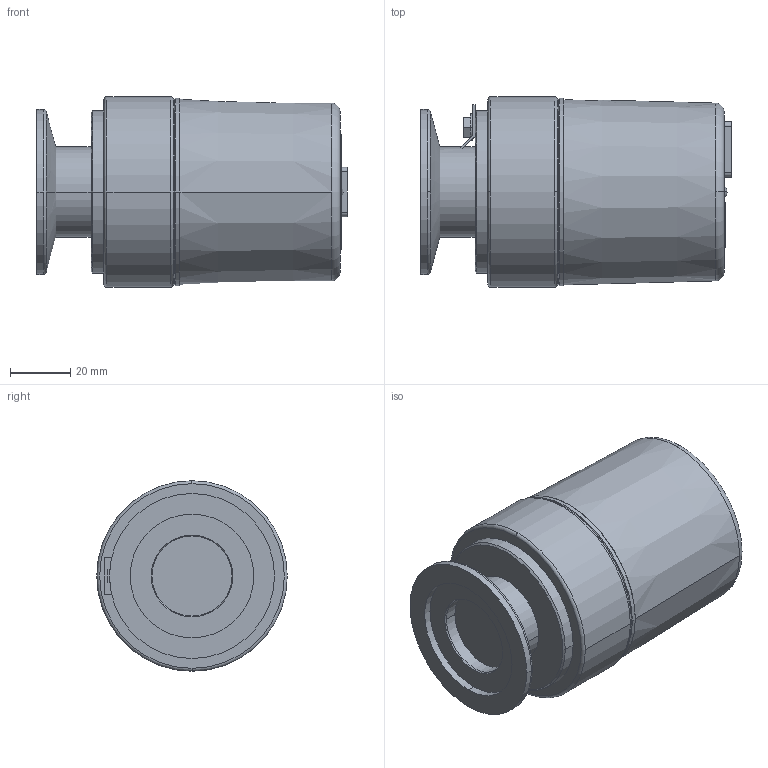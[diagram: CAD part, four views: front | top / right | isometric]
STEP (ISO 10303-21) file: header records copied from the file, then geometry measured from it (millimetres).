
FILE_DESCRIPTION((''),'2;1');
FILE_NAME('PTR26001.stp','2004-07-23T19:00:29',('GELH'),(''),'Autodesk Inventor (R) 6.0','Autodesk Inventor (R) 6.0','');
FILE_SCHEMA(('AUTOMOTIVE_DESIGN { 1 0 10303 214 1 1 1 1 }'));
Length unit declared in the file: millimetre
Products named in the file (1): PTR26001
Bounding box: 103.5 x 63.5 x 63.5 mm (x, y, z)
Volume: 258436.8 mm3; surface area: 27810 mm2
Topology: 1 solids, 1 shells, 113 faces, 299 edges, 190 vertices
Faces by surface type: plane 59, cylinder 32, cone 12, torus 8, bspline 2
Entity records: 3602 total; most frequent: CARTESIAN_POINT 676, DIRECTION 640, ORIENTED_EDGE 594, EDGE_CURVE 297, AXIS2_PLACEMENT_3D 233, VERTEX_POINT 190, VECTOR 174, LINE 174
